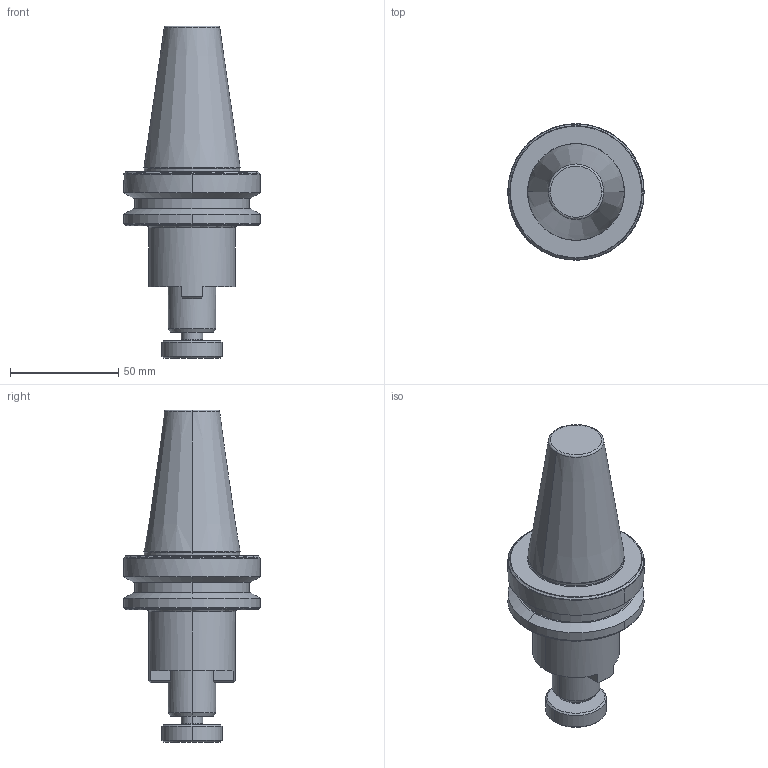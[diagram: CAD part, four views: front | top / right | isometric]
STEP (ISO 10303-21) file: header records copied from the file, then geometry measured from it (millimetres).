
FILE_DESCRIPTION (( 'STEP AP203' ), '1' );
FILE_NAME ('BT40 CSMA22 055 AD 6.3G15000 SL SP.S.STEP', '2019-05-28T06:28:38', ( '' ), ( '' ), 'SwSTEP 2.0', 'SolidWorks 2014', '' );
FILE_SCHEMA (( 'CONFIG_CONTROL_DESIGN' ));
Length unit declared in the file: millimetre
Products named in the file (1): BT40 CSMA22 055 AD 6.3G15000 SL SP.S
Bounding box: 63 x 63 x 153.4 mm (x, y, z)
Volume: 187719.7 mm3; surface area: 25214.5 mm2
Topology: 1 solids, 1 shells, 78 faces, 184 edges, 114 vertices
Faces by surface type: cone 20, plane 20, cylinder 16, bspline 14, torus 8
Entity records: 3498 total; most frequent: CARTESIAN_POINT 1685, DIRECTION 374, ORIENTED_EDGE 368, EDGE_CURVE 184, AXIS2_PLACEMENT_3D 160, VERTEX_POINT 114, CIRCLE 95, EDGE_LOOP 84
